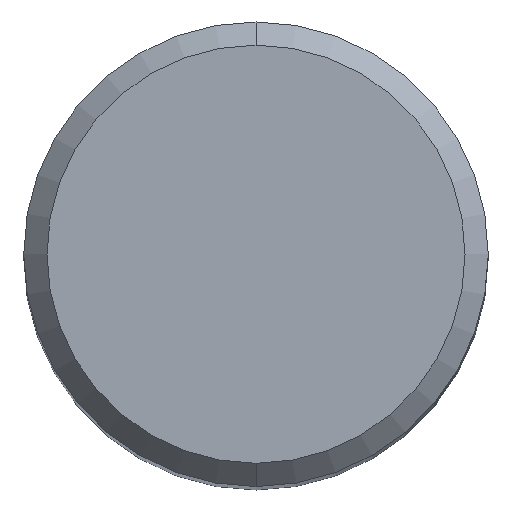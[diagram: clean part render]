
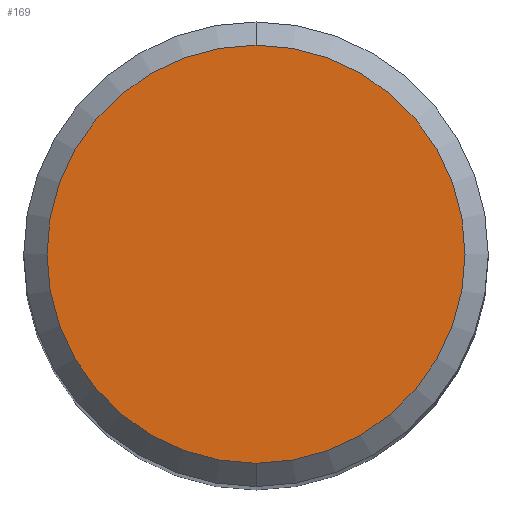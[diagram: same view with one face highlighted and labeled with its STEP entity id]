
A CAD part, top view. The second image highlights one B-rep face of the part: STEP entity #169.
In plain terms, the highlighted planar face has unit normal (0, 0, 1).
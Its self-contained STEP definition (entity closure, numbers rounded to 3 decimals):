
#139=EDGE_CURVE('',#207,#193,#299,.T.);
#169=ADVANCED_FACE('',(#330),#331,.T.);
#183=EDGE_CURVE('',#193,#207,#347,.T.);
#193=VERTEX_POINT('',#357);
#207=VERTEX_POINT('',#372);
#299=CIRCLE('',#474,3.6);
#330=FACE_OUTER_BOUND('',#519,.T.);
#331=PLANE('',#520);
#347=CIRCLE('',#539,3.6);
#357=CARTESIAN_POINT('',(0.,-3.6,0.0));
#372=CARTESIAN_POINT('',(0.0,3.6,0.0));
#474=AXIS2_PLACEMENT_3D('',#685,#686,#687);
#519=EDGE_LOOP('',(#713,#714));
#520=AXIS2_PLACEMENT_3D('',#715,#716,#717);
#539=AXIS2_PLACEMENT_3D('',#740,#741,#742);
#685=CARTESIAN_POINT('',(0.0,0.0,0.0));
#686=DIRECTION('',(0.0,0.0,-1.0));
#687=DIRECTION('',(0.0,1.0,0.0));
#713=ORIENTED_EDGE('',*,*,#139,.F.);
#714=ORIENTED_EDGE('',*,*,#183,.F.);
#715=CARTESIAN_POINT('',(0.0,1.8,0.0));
#716=DIRECTION('',(-0.0,0.0,1.0));
#717=DIRECTION('',(0.0,-1.0,0.0));
#740=CARTESIAN_POINT('',(0.0,0.0,0.0));
#741=DIRECTION('',(0.0,0.0,-1.0));
#742=DIRECTION('',(0.0,1.0,0.0));
